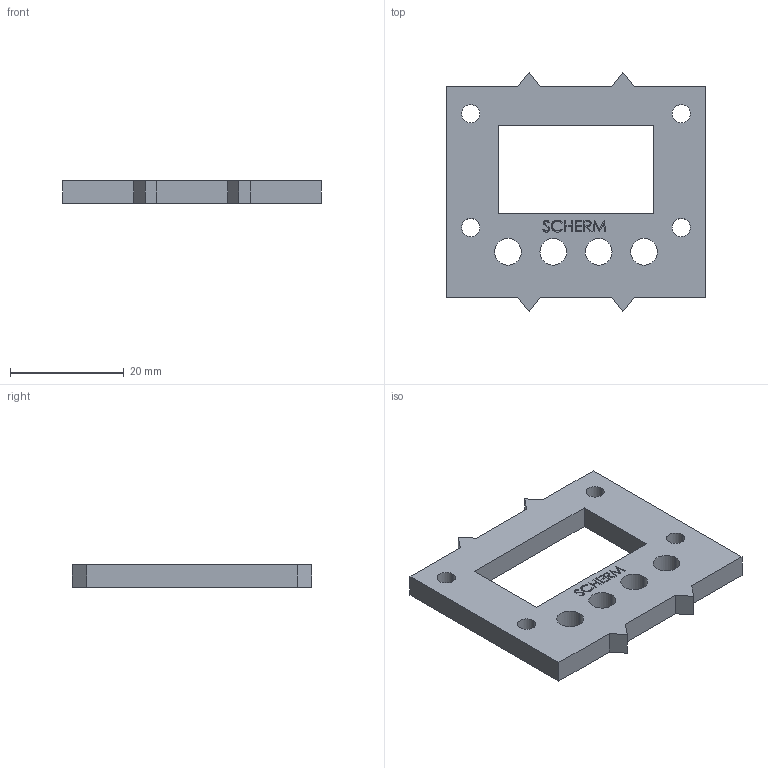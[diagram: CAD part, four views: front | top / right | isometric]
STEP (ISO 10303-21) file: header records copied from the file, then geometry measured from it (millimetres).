
FILE_DESCRIPTION (( 'STEP AP214' ), '1' );
FILE_NAME ('Module Bracket Oled Screen Front.STEP', '2023-02-12T22:04:06', ( '' ), ( '' ), 'SwSTEP 2.0', 'SolidWorks 2022', '' );
FILE_SCHEMA (( 'AUTOMOTIVE_DESIGN' ));
Length unit declared in the file: millimetre
Products named in the file (1): Module Bracket Oled Screen Front
Bounding box: 45.5 x 42 x 4 mm (x, y, z)
Volume: 4716 mm3; surface area: 3809.3 mm2
Topology: 1 solids, 1 shells, 126 faces, 351 edges, 234 vertices
Faces by surface type: plane 81, bspline 29, cylinder 16
Entity records: 5539 total; most frequent: CARTESIAN_POINT 2397, ORIENTED_EDGE 702, DIRECTION 521, EDGE_CURVE 351, VECTOR 261, LINE 261, VERTEX_POINT 234, EDGE_LOOP 151
